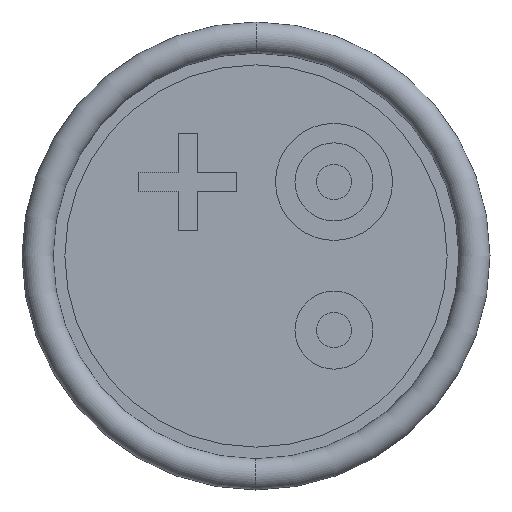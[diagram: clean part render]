
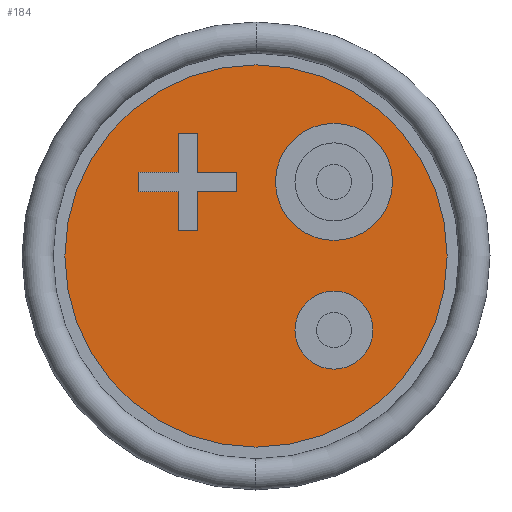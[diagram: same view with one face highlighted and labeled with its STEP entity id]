
A CAD part, front view. The second image highlights one B-rep face of the part: STEP entity #184.
In plain terms, the highlighted planar face has unit normal (0, -1, 0).
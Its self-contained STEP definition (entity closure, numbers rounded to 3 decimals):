
#184=ADVANCED_FACE('',(#388,#389,#390,#391),#392,.F.);
#388=FACE_OUTER_BOUND('',#618,.T.);
#389=FACE_BOUND('',#619,.T.);
#390=FACE_BOUND('',#620,.T.);
#391=FACE_BOUND('',#621,.T.);
#392=PLANE('',#622);
#618=EDGE_LOOP('',(#1044,#1045));
#619=EDGE_LOOP('',(#1046,#1047));
#620=EDGE_LOOP('',(#1048,#1049));
#621=EDGE_LOOP('',(#1050,#1051,#1052,#1053,#1054,#1055,#1056,#1057,#1058,#1059,#1060,#1061));
#622=AXIS2_PLACEMENT_3D('',#1062,#1063,#1064);
#1044=ORIENTED_EDGE('',*,*,#1422,.T.);
#1045=ORIENTED_EDGE('',*,*,#1303,.T.);
#1046=ORIENTED_EDGE('',*,*,#1306,.T.);
#1047=ORIENTED_EDGE('',*,*,#1420,.T.);
#1048=ORIENTED_EDGE('',*,*,#1296,.T.);
#1049=ORIENTED_EDGE('',*,*,#1424,.T.);
#1050=ORIENTED_EDGE('',*,*,#1418,.T.);
#1051=ORIENTED_EDGE('',*,*,#1415,.T.);
#1052=ORIENTED_EDGE('',*,*,#1412,.T.);
#1053=ORIENTED_EDGE('',*,*,#1409,.T.);
#1054=ORIENTED_EDGE('',*,*,#1406,.T.);
#1055=ORIENTED_EDGE('',*,*,#1403,.T.);
#1056=ORIENTED_EDGE('',*,*,#1400,.T.);
#1057=ORIENTED_EDGE('',*,*,#1397,.T.);
#1058=ORIENTED_EDGE('',*,*,#1394,.T.);
#1059=ORIENTED_EDGE('',*,*,#1391,.T.);
#1060=ORIENTED_EDGE('',*,*,#1388,.T.);
#1061=ORIENTED_EDGE('',*,*,#1385,.T.);
#1062=CARTESIAN_POINT('',(0.,-4.76,0.));
#1063=DIRECTION('',(-0.0,1.0,0.0));
#1064=DIRECTION('',(1.0,0.0,0.0));
#1296=EDGE_CURVE('',#1535,#1532,#1536,.T.);
#1303=EDGE_CURVE('',#1542,#1546,#1548,.T.);
#1306=EDGE_CURVE('',#1553,#1550,#1554,.T.);
#1385=EDGE_CURVE('',#1676,#1674,#1677,.T.);
#1388=EDGE_CURVE('',#1680,#1676,#1681,.T.);
#1391=EDGE_CURVE('',#1684,#1680,#1685,.T.);
#1394=EDGE_CURVE('',#1688,#1684,#1689,.T.);
#1397=EDGE_CURVE('',#1692,#1688,#1693,.T.);
#1400=EDGE_CURVE('',#1696,#1692,#1697,.T.);
#1403=EDGE_CURVE('',#1700,#1696,#1701,.T.);
#1406=EDGE_CURVE('',#1704,#1700,#1705,.T.);
#1409=EDGE_CURVE('',#1708,#1704,#1709,.T.);
#1412=EDGE_CURVE('',#1712,#1708,#1713,.T.);
#1415=EDGE_CURVE('',#1716,#1712,#1717,.T.);
#1418=EDGE_CURVE('',#1674,#1716,#1720,.T.);
#1420=EDGE_CURVE('',#1550,#1553,#1722,.T.);
#1422=EDGE_CURVE('',#1546,#1542,#1724,.T.);
#1424=EDGE_CURVE('',#1532,#1535,#1726,.T.);
#1532=VERTEX_POINT('',#1884);
#1535=VERTEX_POINT('',#1888);
#1536=CIRCLE('',#1889,0.5);
#1542=VERTEX_POINT('',#1896);
#1546=VERTEX_POINT('',#1901);
#1548=CIRCLE('',#1904,2.45);
#1550=VERTEX_POINT('',#1906);
#1553=VERTEX_POINT('',#1910);
#1554=CIRCLE('',#1911,0.75);
#1674=VERTEX_POINT('',#2054);
#1676=VERTEX_POINT('',#2057);
#1677=LINE('',#2058,#2059);
#1680=VERTEX_POINT('',#2063);
#1681=LINE('',#2064,#2065);
#1684=VERTEX_POINT('',#2069);
#1685=LINE('',#2070,#2071);
#1688=VERTEX_POINT('',#2075);
#1689=LINE('',#2076,#2077);
#1692=VERTEX_POINT('',#2081);
#1693=LINE('',#2082,#2083);
#1696=VERTEX_POINT('',#2087);
#1697=LINE('',#2088,#2089);
#1700=VERTEX_POINT('',#2093);
#1701=LINE('',#2094,#2095);
#1704=VERTEX_POINT('',#2099);
#1705=LINE('',#2100,#2101);
#1708=VERTEX_POINT('',#2105);
#1709=LINE('',#2106,#2107);
#1712=VERTEX_POINT('',#2111);
#1713=LINE('',#2112,#2113);
#1716=VERTEX_POINT('',#2117);
#1717=LINE('',#2118,#2119);
#1720=LINE('',#2123,#2124);
#1722=CIRCLE('',#2126,0.75);
#1724=CIRCLE('',#2128,2.45);
#1726=CIRCLE('',#2130,0.5);
#1884=CARTESIAN_POINT('',(0.5,-4.76,-0.95));
#1888=CARTESIAN_POINT('',(1.5,-4.76,-0.95));
#1889=AXIS2_PLACEMENT_3D('',#2306,#2307,#2308);
#1896=CARTESIAN_POINT('',(-2.45,-4.76,0.));
#1901=CARTESIAN_POINT('',(2.45,-4.76,0.));
#1904=AXIS2_PLACEMENT_3D('',#2318,#2319,#2320);
#1906=CARTESIAN_POINT('',(0.25,-4.76,0.95));
#1910=CARTESIAN_POINT('',(1.75,-4.76,0.95));
#1911=AXIS2_PLACEMENT_3D('',#2322,#2323,#2324);
#2054=CARTESIAN_POINT('',(-0.25,-4.76,0.825));
#2057=CARTESIAN_POINT('',(-0.25,-4.76,1.075));
#2058=CARTESIAN_POINT('',(-0.25,-4.76,0.413));
#2059=VECTOR('',#2451,0.25);
#2063=CARTESIAN_POINT('',(-0.75,-4.76,1.075));
#2064=CARTESIAN_POINT('',(-0.125,-4.76,1.075));
#2065=VECTOR('',#2453,0.5);
#2069=CARTESIAN_POINT('',(-0.75,-4.76,1.575));
#2070=CARTESIAN_POINT('',(-0.75,-4.76,0.538));
#2071=VECTOR('',#2455,0.5);
#2075=CARTESIAN_POINT('',(-1.0,-4.76,1.575));
#2076=CARTESIAN_POINT('',(-0.375,-4.76,1.575));
#2077=VECTOR('',#2457,0.25);
#2081=CARTESIAN_POINT('',(-1.0,-4.76,1.075));
#2082=CARTESIAN_POINT('',(-1.0,-4.76,0.788));
#2083=VECTOR('',#2459,0.5);
#2087=CARTESIAN_POINT('',(-1.5,-4.76,1.075));
#2088=CARTESIAN_POINT('',(-0.5,-4.76,1.075));
#2089=VECTOR('',#2461,0.5);
#2093=CARTESIAN_POINT('',(-1.5,-4.76,0.825));
#2094=CARTESIAN_POINT('',(-1.5,-4.76,0.538));
#2095=VECTOR('',#2463,0.25);
#2099=CARTESIAN_POINT('',(-1.0,-4.76,0.825));
#2100=CARTESIAN_POINT('',(-0.75,-4.76,0.825));
#2101=VECTOR('',#2465,0.5);
#2105=CARTESIAN_POINT('',(-1.0,-4.76,0.325));
#2106=CARTESIAN_POINT('',(-1.0,-4.76,0.413));
#2107=VECTOR('',#2467,0.5);
#2111=CARTESIAN_POINT('',(-0.75,-4.76,0.325));
#2112=CARTESIAN_POINT('',(-0.5,-4.76,0.325));
#2113=VECTOR('',#2469,0.25);
#2117=CARTESIAN_POINT('',(-0.75,-4.76,0.825));
#2118=CARTESIAN_POINT('',(-0.75,-4.76,0.163));
#2119=VECTOR('',#2471,0.5);
#2123=CARTESIAN_POINT('',(-0.375,-4.76,0.825));
#2124=VECTOR('',#2473,0.5);
#2126=AXIS2_PLACEMENT_3D('',#2474,#2475,#2476);
#2128=AXIS2_PLACEMENT_3D('',#2477,#2478,#2479);
#2130=AXIS2_PLACEMENT_3D('',#2480,#2481,#2482);
#2306=CARTESIAN_POINT('',(1.0,-4.76,-0.95));
#2307=DIRECTION('',(0.0,1.0,0.0));
#2308=DIRECTION('',(-1.0,0.0,0.0));
#2318=CARTESIAN_POINT('',(0.0,-4.76,0.0));
#2319=DIRECTION('',(0.0,-1.0,0.0));
#2320=DIRECTION('',(-1.0,0.0,0.0));
#2322=CARTESIAN_POINT('',(1.0,-4.76,0.95));
#2323=DIRECTION('',(0.0,1.0,0.0));
#2324=DIRECTION('',(-1.0,0.0,0.0));
#2451=DIRECTION('',(0.0,0.0,-1.0));
#2453=DIRECTION('',(1.0,0.0,0.));
#2455=DIRECTION('',(0.0,0.0,-1.0));
#2457=DIRECTION('',(1.0,0.0,0.0));
#2459=DIRECTION('',(0.,0.0,1.0));
#2461=DIRECTION('',(1.0,0.0,0.0));
#2463=DIRECTION('',(0.0,0.0,1.0));
#2465=DIRECTION('',(-1.0,0.0,0.0));
#2467=DIRECTION('',(0.0,0.0,1.0));
#2469=DIRECTION('',(-1.0,0.0,0.0));
#2471=DIRECTION('',(0.0,0.0,-1.0));
#2473=DIRECTION('',(-1.0,0.0,0.0));
#2474=CARTESIAN_POINT('',(1.0,-4.76,0.95));
#2475=DIRECTION('',(0.0,1.0,0.0));
#2476=DIRECTION('',(-1.0,0.0,0.0));
#2477=CARTESIAN_POINT('',(0.0,-4.76,0.0));
#2478=DIRECTION('',(0.0,-1.0,0.0));
#2479=DIRECTION('',(-1.0,0.0,0.0));
#2480=CARTESIAN_POINT('',(1.0,-4.76,-0.95));
#2481=DIRECTION('',(0.0,1.0,0.0));
#2482=DIRECTION('',(-1.0,0.0,0.0));
